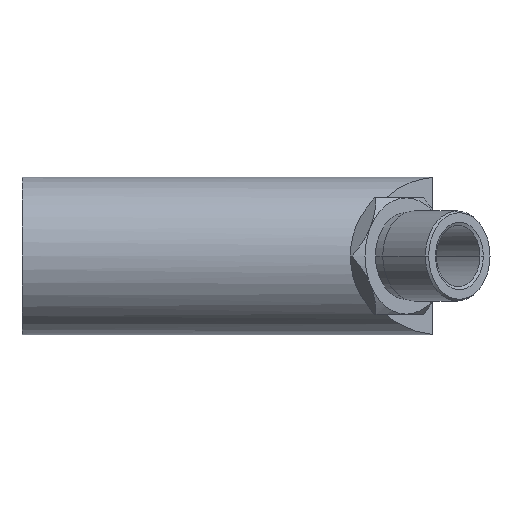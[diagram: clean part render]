
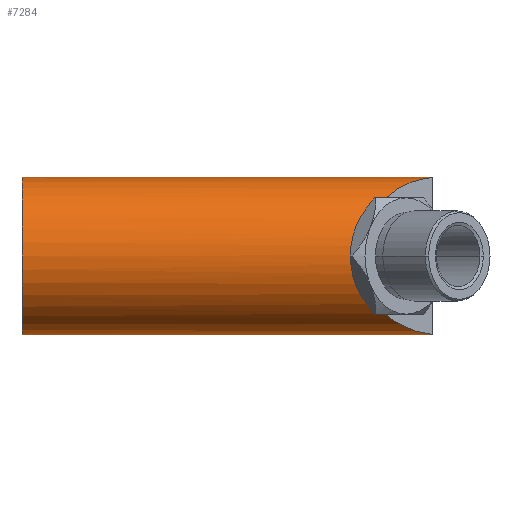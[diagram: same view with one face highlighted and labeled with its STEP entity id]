
A CAD part, front view. The second image highlights one B-rep face of the part: STEP entity #7284.
In plain terms, the highlighted cylindrical face has radius 11.5 mm (diameter 23 mm), a partial arc.
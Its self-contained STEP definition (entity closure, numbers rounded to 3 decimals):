
#190 = AXIS2_PLACEMENT_3D ( 'NONE', #6621, #2720, #1888 ) ;
#482 = ORIENTED_EDGE ( 'NONE', *, *, #1327, .T. ) ;
#708 = ORIENTED_EDGE ( 'NONE', *, *, #7697, .T. ) ;
#752 = CARTESIAN_POINT ( 'NONE',  ( 53.029, -7.864, 8.391 ) ) ;
#754 = DIRECTION ( 'NONE',  ( -1., 0., 0. ) ) ;
#905 = CYLINDRICAL_SURFACE ( 'NONE', #3856, 11.5 ) ;
#912 = ORIENTED_EDGE ( 'NONE', *, *, #8217, .T. ) ;
#1028 = CARTESIAN_POINT ( 'NONE',  ( 0., 0., 0. ) ) ;
#1034 = VECTOR ( 'NONE', #7848, 1000. ) ;
#1082 = DIRECTION ( 'NONE',  ( -1., 0., 0. ) ) ;
#1182 = CARTESIAN_POINT ( 'NONE',  ( 0., 0., -11.5 ) ) ;
#1327 = EDGE_CURVE ( 'NONE', #4853, #3218, #2117, .T. ) ;
#1469 = CARTESIAN_POINT ( 'NONE',  ( 0., 0., -11.5 ) ) ;
#1522 = CARTESIAN_POINT ( 'NONE',  ( 54.955, -5.939, -10.195 ) ) ;
#1638 = VERTEX_POINT ( 'NONE', #2629 ) ;
#1704 = CARTESIAN_POINT ( 'NONE',  ( 47.858, -13.036, 3.544 ) ) ;
#1724 = CARTESIAN_POINT ( 'NONE',  ( 60., -0.893, 11.465 ) ) ;
#1824 = DIRECTION ( 'NONE',  ( -1., 0., 0. ) ) ;
#1846 = CARTESIAN_POINT ( 'NONE',  ( 60., 0., -11.5 ) ) ;
#1888 = DIRECTION ( 'NONE',  ( 0., 0., 1. ) ) ;
#2117 =( BOUNDED_CURVE ( )  B_SPLINE_CURVE ( 3, ( #3765, #5923, #3230, #1724 ),
 .UNSPECIFIED., .F., .T. ) 
 B_SPLINE_CURVE_WITH_KNOTS ( ( 4, 4 ),
 ( 0.818, 1.493 ),
 .UNSPECIFIED. ) 
 CURVE ( )  GEOMETRIC_REPRESENTATION_ITEM ( )  RATIONAL_B_SPLINE_CURVE ( ( 1., 0.962, 0.962, 1. ) ) 
 REPRESENTATION_ITEM ( '' )  );
#2320 = CARTESIAN_POINT ( 'NONE',  ( 57.369, -3.524, -11.26 ) ) ;
#2345 = EDGE_CURVE ( 'NONE', #3218, #1638, #5118, .T. ) ;
#2372 = CARTESIAN_POINT ( 'NONE',  ( 47.858, -13.036, -3.544 ) ) ;
#2410 = CARTESIAN_POINT ( 'NONE',  ( 60., -0.893, -11.465 ) ) ;
#2584 = VERTEX_POINT ( 'NONE', #8267 ) ;
#2629 = CARTESIAN_POINT ( 'NONE',  ( 60., 0., 11.5 ) ) ;
#2720 = DIRECTION ( 'NONE',  ( -1., 0., 0. ) ) ;
#2738 =( BOUNDED_CURVE ( )  B_SPLINE_CURVE ( 3, ( #7621, #2372, #1704, #4312 ),
 .UNSPECIFIED., .F., .T. ) 
 B_SPLINE_CURVE_WITH_KNOTS ( ( 4, 4 ),
 ( 5.465, 7.101 ),
 .UNSPECIFIED. ) 
 CURVE ( )  GEOMETRIC_REPRESENTATION_ITEM ( )  RATIONAL_B_SPLINE_CURVE ( ( 1., 0.789, 0.789, 1. ) ) 
 REPRESENTATION_ITEM ( '' )  );
#3218 = VERTEX_POINT ( 'NONE', #8602 ) ;
#3230 = CARTESIAN_POINT ( 'NONE',  ( 57.369, -3.524, 11.26 ) ) ;
#3249 = CARTESIAN_POINT ( 'NONE',  ( 0., 0., 0. ) ) ;
#3306 = LINE ( 'NONE', #1182, #1034 ) ;
#3325 = EDGE_CURVE ( 'NONE', #4080, #6765, #3306, .T. ) ;
#3606 = CARTESIAN_POINT ( 'NONE',  ( 0., 0., 11.5 ) ) ;
#3628 = ORIENTED_EDGE ( 'NONE', *, *, #5740, .F. ) ;
#3765 = CARTESIAN_POINT ( 'NONE',  ( 53.029, -7.864, 8.391 ) ) ;
#3856 = AXIS2_PLACEMENT_3D ( 'NONE', #1028, #6380, #8364 ) ;
#3872 = ORIENTED_EDGE ( 'NONE', *, *, #6391, .T. ) ;
#4080 = VERTEX_POINT ( 'NONE', #1846 ) ;
#4108 = LINE ( 'NONE', #6807, #6247 ) ;
#4312 = CARTESIAN_POINT ( 'NONE',  ( 53.029, -7.864, 8.391 ) ) ;
#4685 = AXIS2_PLACEMENT_3D ( 'NONE', #7913, #1824, #5265 ) ;
#4853 = VERTEX_POINT ( 'NONE', #752 ) ;
#4914 = CARTESIAN_POINT ( 'NONE',  ( 60., -0.893, -11.465 ) ) ;
#5004 = CARTESIAN_POINT ( 'NONE',  ( 53.029, -7.864, -8.391 ) ) ;
#5118 = CIRCLE ( 'NONE', #190, 11.5 ) ;
#5265 = DIRECTION ( 'NONE',  ( 0., 0., 1. ) ) ;
#5296 = ORIENTED_EDGE ( 'NONE', *, *, #2345, .T. ) ;
#5740 = EDGE_CURVE ( 'NONE', #6765, #5868, #5817, .T. ) ;
#5777 = ORIENTED_EDGE ( 'NONE', *, *, #6636, .T. ) ;
#5817 = CIRCLE ( 'NONE', #6097, 11.5 ) ;
#5868 = VERTEX_POINT ( 'NONE', #3606 ) ;
#5923 = CARTESIAN_POINT ( 'NONE',  ( 54.955, -5.939, 10.195 ) ) ;
#6097 = AXIS2_PLACEMENT_3D ( 'NONE', #3249, #1082, #7972 ) ;
#6247 = VECTOR ( 'NONE', #754, 1000. ) ;
#6380 = DIRECTION ( 'NONE',  ( -1., 0., 0. ) ) ;
#6391 = EDGE_CURVE ( 'NONE', #8291, #2584, #7021, .T. ) ;
#6621 = CARTESIAN_POINT ( 'NONE',  ( 60., 0., 0. ) ) ;
#6636 = EDGE_CURVE ( 'NONE', #4080, #8291, #6816, .T. ) ;
#6765 = VERTEX_POINT ( 'NONE', #1469 ) ;
#6807 = CARTESIAN_POINT ( 'NONE',  ( 0., 0., 11.5 ) ) ;
#6816 = CIRCLE ( 'NONE', #4685, 11.5 ) ;
#7021 =( BOUNDED_CURVE ( )  B_SPLINE_CURVE ( 3, ( #4914, #2320, #1522, #5004 ),
 .UNSPECIFIED., .F., .T. ) 
 B_SPLINE_CURVE_WITH_KNOTS ( ( 4, 4 ),
 ( 4.79, 5.465 ),
 .UNSPECIFIED. ) 
 CURVE ( )  GEOMETRIC_REPRESENTATION_ITEM ( )  RATIONAL_B_SPLINE_CURVE ( ( 1., 0.962, 0.962, 1. ) ) 
 REPRESENTATION_ITEM ( '' )  );
#7117 = EDGE_LOOP ( 'NONE', ( #7310, #5777, #3872, #912, #482, #5296, #708, #3628 ) ) ;
#7284 = ADVANCED_FACE ( 'NONE', ( #7368 ), #905, .T. ) ;
#7310 = ORIENTED_EDGE ( 'NONE', *, *, #3325, .F. ) ;
#7368 = FACE_OUTER_BOUND ( 'NONE', #7117, .T. ) ;
#7621 = CARTESIAN_POINT ( 'NONE',  ( 53.029, -7.864, -8.391 ) ) ;
#7697 = EDGE_CURVE ( 'NONE', #1638, #5868, #4108, .T. ) ;
#7848 = DIRECTION ( 'NONE',  ( -1., 0., 0. ) ) ;
#7913 = CARTESIAN_POINT ( 'NONE',  ( 60., 0., 0. ) ) ;
#7972 = DIRECTION ( 'NONE',  ( 0., 0., 1. ) ) ;
#8217 = EDGE_CURVE ( 'NONE', #2584, #4853, #2738, .T. ) ;
#8267 = CARTESIAN_POINT ( 'NONE',  ( 53.029, -7.864, -8.391 ) ) ;
#8291 = VERTEX_POINT ( 'NONE', #2410 ) ;
#8364 = DIRECTION ( 'NONE',  ( 0., 0., 1. ) ) ;
#8602 = CARTESIAN_POINT ( 'NONE',  ( 60., -0.893, 11.465 ) ) ;
